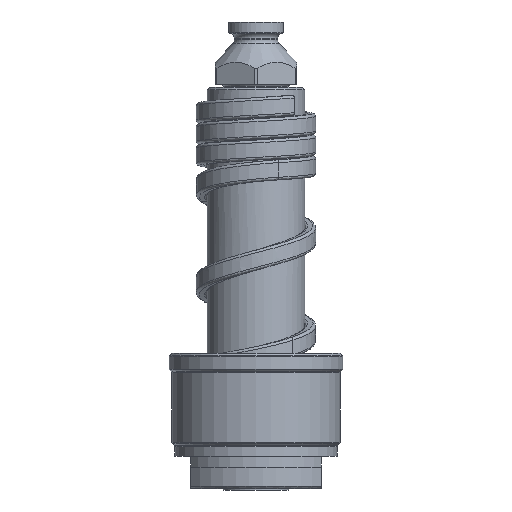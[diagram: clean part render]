
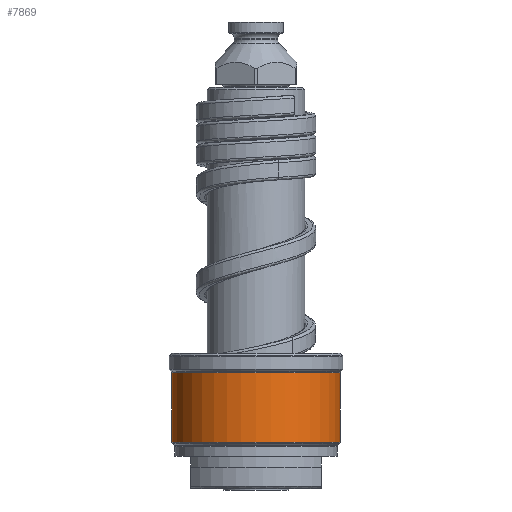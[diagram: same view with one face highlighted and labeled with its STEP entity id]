
A CAD part, front view. The second image highlights one B-rep face of the part: STEP entity #7869.
In plain terms, the highlighted cylindrical face has radius 15.5 mm (diameter 31 mm), a partial arc.
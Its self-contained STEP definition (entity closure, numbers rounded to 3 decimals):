
#1754=CARTESIAN_POINT('',(0.,0.,8.583));
#1755=DIRECTION('',(0.,0.,1.));
#1756=DIRECTION('',(-1.,0.,0.));
#1757=AXIS2_PLACEMENT_3D('',#1754,#1755,#1756);
#1759=DIRECTION('',(0.,0.,-1.));
#1760=VECTOR('',#1759,12.835);
#1761=CARTESIAN_POINT('',(-15.5,0.,21.417));
#1762=LINE('',#1761,#1760);
#1763=CARTESIAN_POINT('',(0.,0.,21.417));
#1764=DIRECTION('',(0.,0.,1.));
#1765=DIRECTION('',(-1.,0.,0.));
#1766=AXIS2_PLACEMENT_3D('',#1763,#1764,#1765);
#1768=DIRECTION('',(0.,0.,-1.));
#1769=VECTOR('',#1768,12.835);
#1770=CARTESIAN_POINT('',(15.5,0.,21.417));
#1771=LINE('',#1770,#1769);
#5661=CARTESIAN_POINT('',(15.5,0.,21.417));
#5662=CARTESIAN_POINT('',(-15.5,0.,21.417));
#5663=VERTEX_POINT('',#5661);
#5664=VERTEX_POINT('',#5662);
#5687=CARTESIAN_POINT('',(15.5,0.,8.583));
#5688=VERTEX_POINT('',#5687);
#5689=CARTESIAN_POINT('',(-15.5,0.,8.583));
#5690=VERTEX_POINT('',#5689);
#7857=CARTESIAN_POINT('',(0.,0.,7.15));
#7858=DIRECTION('',(0.,0.,1.));
#7859=DIRECTION('',(-1.,0.,0.));
#7860=AXIS2_PLACEMENT_3D('',#7857,#7858,#7859);
#7861=CYLINDRICAL_SURFACE('',#7860,15.5);
#7862=ORIENTED_EDGE('',*,*,#7829,.F.);
#7863=ORIENTED_EDGE('',*,*,#7847,.F.);
#7865=ORIENTED_EDGE('',*,*,#7864,.T.);
#7866=ORIENTED_EDGE('',*,*,#7843,.T.);
#7867=EDGE_LOOP('',(#7862,#7863,#7865,#7866));
#7868=FACE_OUTER_BOUND('',#7867,.F.);
#1758=CIRCLE('',#1757,15.5);
#1767=CIRCLE('',#1766,15.5);
#7829=EDGE_CURVE('',#5690,#5688,#1758,.T.);
#7843=EDGE_CURVE('',#5663,#5688,#1771,.T.);
#7847=EDGE_CURVE('',#5664,#5690,#1762,.T.);
#7864=EDGE_CURVE('',#5664,#5663,#1767,.T.);
#7869=ADVANCED_FACE('',(#7868),#7861,.T.);
